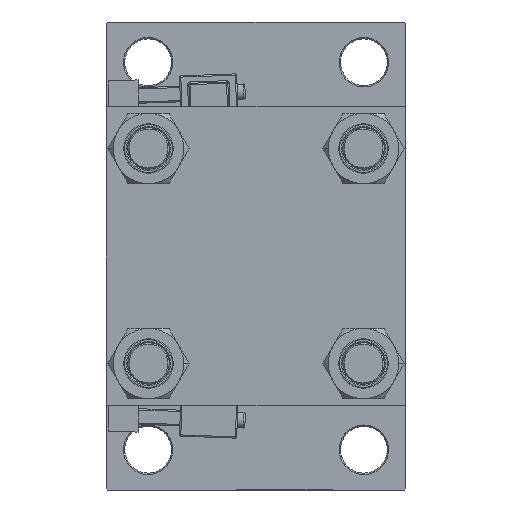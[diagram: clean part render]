
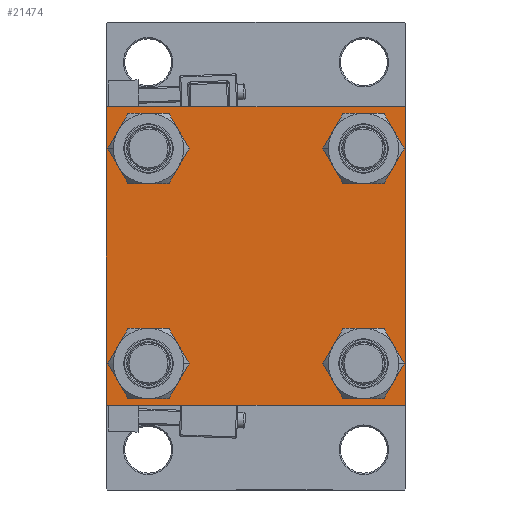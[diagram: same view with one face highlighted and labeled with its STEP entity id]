
A CAD part, left-side view. The second image highlights one B-rep face of the part: STEP entity #21474.
In plain terms, the highlighted planar face has unit normal (-1, 0, 0).
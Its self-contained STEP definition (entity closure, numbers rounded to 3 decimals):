
#844 = EDGE_CURVE ( 'NONE', #4630, #13650, #1497, .T. ) ;
#1093 = CARTESIAN_POINT ( 'NONE',  ( 0., 57., -57.5 ) ) ;
#1497 = CIRCLE ( 'NONE', #30759, 8.5 ) ;
#1835 = CIRCLE ( 'NONE', #7563, 8.5 ) ;
#2172 = CARTESIAN_POINT ( 'NONE',  ( 0., 41.35, 41.35 ) ) ;
#2300 = DIRECTION ( 'NONE',  ( 0., 0., 1. ) ) ;
#2380 = AXIS2_PLACEMENT_3D ( 'NONE', #34013, #12726, #24923 ) ;
#2419 = DIRECTION ( 'NONE',  ( 0., 0., -1. ) ) ;
#2441 = VERTEX_POINT ( 'NONE', #26379 ) ;
#2573 = ORIENTED_EDGE ( 'NONE', *, *, #31855, .F. ) ;
#2733 = VERTEX_POINT ( 'NONE', #48470 ) ;
#2817 = CARTESIAN_POINT ( 'NONE',  ( 0., 57.25, -57.25 ) ) ;
#2854 = LINE ( 'NONE', #30074, #4303 ) ;
#2875 = ORIENTED_EDGE ( 'NONE', *, *, #23085, .F. ) ;
#3119 = VECTOR ( 'NONE', #41384, 1000. ) ;
#3641 = ORIENTED_EDGE ( 'NONE', *, *, #21305, .T. ) ;
#4303 = VECTOR ( 'NONE', #33891, 1000. ) ;
#4630 = VERTEX_POINT ( 'NONE', #8046 ) ;
#4643 = DIRECTION ( 'NONE',  ( 1., 0., 0. ) ) ;
#4994 = LINE ( 'NONE', #5237, #18284 ) ;
#5237 = CARTESIAN_POINT ( 'NONE',  ( 0., 57.5, -57.5 ) ) ;
#5720 = DIRECTION ( 'NONE',  ( 0., 0., 1. ) ) ;
#5966 = DIRECTION ( 'NONE',  ( 1., 0., 0. ) ) ;
#6130 = CARTESIAN_POINT ( 'NONE',  ( 0., 0., 0. ) ) ;
#6344 = CIRCLE ( 'NONE', #20135, 8.5 ) ;
#7563 = AXIS2_PLACEMENT_3D ( 'NONE', #13600, #5966, #5720 ) ;
#7706 = AXIS2_PLACEMENT_3D ( 'NONE', #2172, #17686, #37537 ) ;
#8046 = CARTESIAN_POINT ( 'NONE',  ( 0., 41.35, 49.85 ) ) ;
#8595 = CIRCLE ( 'NONE', #26499, 8.5 ) ;
#8751 = CARTESIAN_POINT ( 'NONE',  ( 0., -57., 57.5 ) ) ;
#8949 = VERTEX_POINT ( 'NONE', #24744 ) ;
#9183 = CARTESIAN_POINT ( 'NONE',  ( 0., 41.35, -41.35 ) ) ;
#9319 = CIRCLE ( 'NONE', #7706, 8.5 ) ;
#9350 = ORIENTED_EDGE ( 'NONE', *, *, #45247, .T. ) ;
#11022 = CARTESIAN_POINT ( 'NONE',  ( 0., -57.25, -57.25 ) ) ;
#11504 = LINE ( 'NONE', #22717, #19000 ) ;
#12726 = DIRECTION ( 'NONE',  ( 1., 0., 0. ) ) ;
#13349 = ORIENTED_EDGE ( 'NONE', *, *, #19244, .T. ) ;
#13600 = CARTESIAN_POINT ( 'NONE',  ( 0., -41.35, 41.35 ) ) ;
#13610 = LINE ( 'NONE', #21511, #31239 ) ;
#13620 = DIRECTION ( 'NONE',  ( 0., -1., 0. ) ) ;
#13650 = VERTEX_POINT ( 'NONE', #28308 ) ;
#13756 = DIRECTION ( 'NONE',  ( -1., 0., 0. ) ) ;
#13874 = DIRECTION ( 'NONE',  ( 1., 0., 0. ) ) ;
#14659 = CARTESIAN_POINT ( 'NONE',  ( 0., 57.5, 57.5 ) ) ;
#14903 = LINE ( 'NONE', #14659, #3119 ) ;
#15185 = LINE ( 'NONE', #19515, #21506 ) ;
#15216 = EDGE_CURVE ( 'NONE', #36076, #24837, #1835, .T. ) ;
#15771 = EDGE_CURVE ( 'NONE', #2441, #38434, #2854, .T. ) ;
#15840 = EDGE_LOOP ( 'NONE', ( #48104, #48803 ) ) ;
#17062 = CARTESIAN_POINT ( 'NONE',  ( 0., 57.5, -57. ) ) ;
#17279 = CARTESIAN_POINT ( 'NONE',  ( 0., -41.35, 41.35 ) ) ;
#17491 = VERTEX_POINT ( 'NONE', #1093 ) ;
#17551 = EDGE_LOOP ( 'NONE', ( #3641, #31947 ) ) ;
#17686 = DIRECTION ( 'NONE',  ( 1., 0., 0. ) ) ;
#17821 = LINE ( 'NONE', #2817, #18487 ) ;
#18284 = VECTOR ( 'NONE', #13620, 1000. ) ;
#18452 = DIRECTION ( 'NONE',  ( 0., 0., 1. ) ) ;
#18487 = VECTOR ( 'NONE', #34106, 1000. ) ;
#19000 = VECTOR ( 'NONE', #50186, 1000. ) ;
#19244 = EDGE_CURVE ( 'NONE', #39464, #24739, #15185, .T. ) ;
#19515 = CARTESIAN_POINT ( 'NONE',  ( 0., 57.25, 57.25 ) ) ;
#19838 = CIRCLE ( 'NONE', #23070, 8.5 ) ;
#20135 = AXIS2_PLACEMENT_3D ( 'NONE', #17279, #39692, #44249 ) ;
#20373 = VERTEX_POINT ( 'NONE', #34146 ) ;
#21305 = EDGE_CURVE ( 'NONE', #43193, #20373, #19838, .T. ) ;
#21474 = ADVANCED_FACE ( 'NONE', ( #41235, #44281, #48620, #33350, #33090 ), #32585, .T. ) ;
#21506 = VECTOR ( 'NONE', #34022, 1000. ) ;
#21511 = CARTESIAN_POINT ( 'NONE',  ( 0., -57.5, 57.5 ) ) ;
#21546 = CARTESIAN_POINT ( 'NONE',  ( 0., -57., -57.5 ) ) ;
#22717 = CARTESIAN_POINT ( 'NONE',  ( 0., 57.5, 57.5 ) ) ;
#23070 = AXIS2_PLACEMENT_3D ( 'NONE', #38027, #13874, #18452 ) ;
#23085 = EDGE_CURVE ( 'NONE', #2441, #8949, #13610, .T. ) ;
#23093 = CARTESIAN_POINT ( 'NONE',  ( 0., -41.35, -32.85 ) ) ;
#23998 = EDGE_CURVE ( 'NONE', #17491, #50133, #4994, .T. ) ;
#24056 = EDGE_CURVE ( 'NONE', #13650, #4630, #9319, .T. ) ;
#24469 = CARTESIAN_POINT ( 'NONE',  ( 0., 41.35, -41.35 ) ) ;
#24739 = VERTEX_POINT ( 'NONE', #50330 ) ;
#24744 = CARTESIAN_POINT ( 'NONE',  ( 0., -57.5, -57. ) ) ;
#24837 = VERTEX_POINT ( 'NONE', #25337 ) ;
#24923 = DIRECTION ( 'NONE',  ( 0., 0., 1. ) ) ;
#25337 = CARTESIAN_POINT ( 'NONE',  ( 0., -41.35, 49.85 ) ) ;
#25607 = EDGE_CURVE ( 'NONE', #2733, #37403, #8595, .T. ) ;
#25612 = EDGE_CURVE ( 'NONE', #37403, #2733, #42768, .T. ) ;
#25844 = ORIENTED_EDGE ( 'NONE', *, *, #23998, .T. ) ;
#26379 = CARTESIAN_POINT ( 'NONE',  ( 0., -57.5, 57. ) ) ;
#26499 = AXIS2_PLACEMENT_3D ( 'NONE', #9183, #4643, #43304 ) ;
#26549 = LINE ( 'NONE', #11022, #41839 ) ;
#27092 = EDGE_CURVE ( 'NONE', #24837, #36076, #6344, .T. ) ;
#28279 = DIRECTION ( 'NONE',  ( 0., 0., 1. ) ) ;
#28308 = CARTESIAN_POINT ( 'NONE',  ( 0., 41.35, 32.85 ) ) ;
#30074 = CARTESIAN_POINT ( 'NONE',  ( 0., -57.25, 57.25 ) ) ;
#30359 = EDGE_LOOP ( 'NONE', ( #33429, #45601 ) ) ;
#30759 = AXIS2_PLACEMENT_3D ( 'NONE', #36474, #49669, #44626 ) ;
#31193 = AXIS2_PLACEMENT_3D ( 'NONE', #6130, #13756, #2300 ) ;
#31239 = VECTOR ( 'NONE', #2419, 1000. ) ;
#31855 = EDGE_CURVE ( 'NONE', #39464, #38434, #11504, .T. ) ;
#31947 = ORIENTED_EDGE ( 'NONE', *, *, #46981, .T. ) ;
#32341 = DIRECTION ( 'NONE',  ( 1., 0., 0. ) ) ;
#32402 = CIRCLE ( 'NONE', #2380, 8.5 ) ;
#32585 = PLANE ( 'NONE',  #31193 ) ;
#33090 = FACE_OUTER_BOUND ( 'NONE', #38394, .T. ) ;
#33350 = FACE_BOUND ( 'NONE', #15840, .T. ) ;
#33429 = ORIENTED_EDGE ( 'NONE', *, *, #25607, .T. ) ;
#33891 = DIRECTION ( 'NONE',  ( 0., 0.707, 0.707 ) ) ;
#34013 = CARTESIAN_POINT ( 'NONE',  ( 0., -41.35, -41.35 ) ) ;
#34022 = DIRECTION ( 'NONE',  ( 0., 0.707, -0.707 ) ) ;
#34106 = DIRECTION ( 'NONE',  ( 0., -0.707, -0.707 ) ) ;
#34146 = CARTESIAN_POINT ( 'NONE',  ( 0., -41.35, -49.85 ) ) ;
#34322 = EDGE_LOOP ( 'NONE', ( #40847, #44435 ) ) ;
#35336 = ORIENTED_EDGE ( 'NONE', *, *, #42953, .T. ) ;
#36076 = VERTEX_POINT ( 'NONE', #37344 ) ;
#36474 = CARTESIAN_POINT ( 'NONE',  ( 0., 41.35, 41.35 ) ) ;
#36859 = VERTEX_POINT ( 'NONE', #17062 ) ;
#36964 = ORIENTED_EDGE ( 'NONE', *, *, #15771, .T. ) ;
#37044 = AXIS2_PLACEMENT_3D ( 'NONE', #24469, #32341, #28279 ) ;
#37313 = EDGE_CURVE ( 'NONE', #50133, #8949, #26549, .T. ) ;
#37344 = CARTESIAN_POINT ( 'NONE',  ( 0., -41.35, 32.85 ) ) ;
#37403 = VERTEX_POINT ( 'NONE', #43061 ) ;
#37537 = DIRECTION ( 'NONE',  ( 0., 0., 1. ) ) ;
#37989 = DIRECTION ( 'NONE',  ( 0., -0.707, 0.707 ) ) ;
#38027 = CARTESIAN_POINT ( 'NONE',  ( 0., -41.35, -41.35 ) ) ;
#38394 = EDGE_LOOP ( 'NONE', ( #9350, #35336, #25844, #42811, #2875, #36964, #2573, #13349 ) ) ;
#38434 = VERTEX_POINT ( 'NONE', #8751 ) ;
#39464 = VERTEX_POINT ( 'NONE', #46654 ) ;
#39692 = DIRECTION ( 'NONE',  ( 1., 0., 0. ) ) ;
#40847 = ORIENTED_EDGE ( 'NONE', *, *, #27092, .T. ) ;
#41235 = FACE_BOUND ( 'NONE', #34322, .T. ) ;
#41384 = DIRECTION ( 'NONE',  ( 0., 0., -1. ) ) ;
#41839 = VECTOR ( 'NONE', #37989, 1000. ) ;
#42768 = CIRCLE ( 'NONE', #37044, 8.5 ) ;
#42811 = ORIENTED_EDGE ( 'NONE', *, *, #37313, .T. ) ;
#42953 = EDGE_CURVE ( 'NONE', #36859, #17491, #17821, .T. ) ;
#43061 = CARTESIAN_POINT ( 'NONE',  ( 0., 41.35, -49.85 ) ) ;
#43193 = VERTEX_POINT ( 'NONE', #23093 ) ;
#43304 = DIRECTION ( 'NONE',  ( 0., 0., 1. ) ) ;
#44249 = DIRECTION ( 'NONE',  ( 0., 0., 1. ) ) ;
#44281 = FACE_BOUND ( 'NONE', #17551, .T. ) ;
#44435 = ORIENTED_EDGE ( 'NONE', *, *, #15216, .T. ) ;
#44626 = DIRECTION ( 'NONE',  ( 0., 0., 1. ) ) ;
#45247 = EDGE_CURVE ( 'NONE', #24739, #36859, #14903, .T. ) ;
#45601 = ORIENTED_EDGE ( 'NONE', *, *, #25612, .T. ) ;
#46654 = CARTESIAN_POINT ( 'NONE',  ( 0., 57., 57.5 ) ) ;
#46981 = EDGE_CURVE ( 'NONE', #20373, #43193, #32402, .T. ) ;
#48104 = ORIENTED_EDGE ( 'NONE', *, *, #844, .T. ) ;
#48470 = CARTESIAN_POINT ( 'NONE',  ( 0., 41.35, -32.85 ) ) ;
#48620 = FACE_BOUND ( 'NONE', #30359, .T. ) ;
#48803 = ORIENTED_EDGE ( 'NONE', *, *, #24056, .T. ) ;
#49669 = DIRECTION ( 'NONE',  ( 1., 0., 0. ) ) ;
#50133 = VERTEX_POINT ( 'NONE', #21546 ) ;
#50186 = DIRECTION ( 'NONE',  ( 0., -1., 0. ) ) ;
#50330 = CARTESIAN_POINT ( 'NONE',  ( 0., 57.5, 57. ) ) ;
